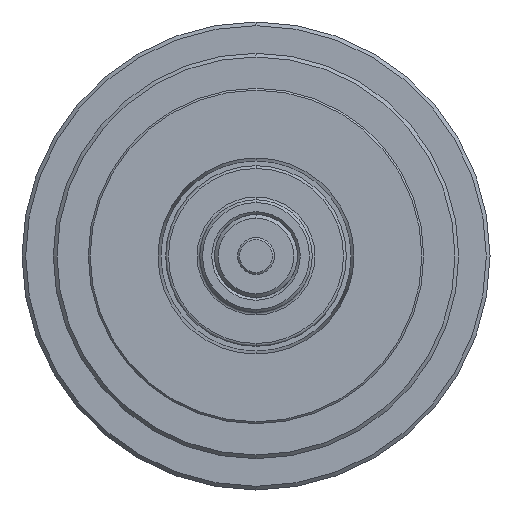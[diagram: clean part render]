
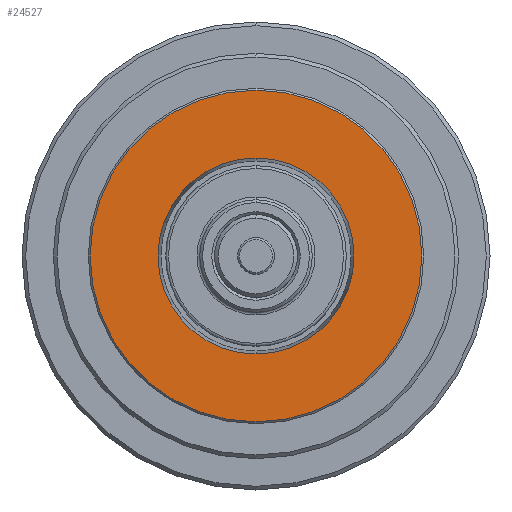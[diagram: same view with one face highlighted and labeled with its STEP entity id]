
A CAD part, left-side view. The second image highlights one B-rep face of the part: STEP entity #24527.
In plain terms, the highlighted planar face has unit normal (-1, 0, 0).
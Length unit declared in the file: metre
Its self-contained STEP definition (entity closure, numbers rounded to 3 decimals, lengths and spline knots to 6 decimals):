
#670 = ORIENTED_EDGE ( 'NONE', *, *, #13267, .T. ) ;
#4675 = VERTEX_POINT ( 'NONE', #6843 ) ;
#5433 = ORIENTED_EDGE ( 'NONE', *, *, #29759, .T. ) ;
#5655 = DIRECTION ( 'NONE',  ( -1., 0., 0. ) ) ;
#5806 = AXIS2_PLACEMENT_3D ( 'NONE', #8816, #26950, #11439 ) ;
#6028 = CARTESIAN_POINT ( 'NONE',  ( 0., 0., -0.053187 ) ) ;
#6843 = CARTESIAN_POINT ( 'NONE',  ( 0., 0., -0.09 ) ) ;
#8451 = DIRECTION ( 'NONE',  ( 1., 0., 0. ) ) ;
#8816 = CARTESIAN_POINT ( 'NONE',  ( 0., 0., 0. ) ) ;
#9005 = EDGE_LOOP ( 'NONE', ( #13673, #16088 ) ) ;
#11439 = DIRECTION ( 'NONE',  ( 0., 0., 1. ) ) ;
#11511 = DIRECTION ( 'NONE',  ( -1., 0., 0. ) ) ;
#11615 = VERTEX_POINT ( 'NONE', #32044 ) ;
#12412 = CIRCLE ( 'NONE', #5806, 0.053187 ) ;
#13222 = CARTESIAN_POINT ( 'NONE',  ( 0., 0., 0. ) ) ;
#13267 = EDGE_CURVE ( 'NONE', #4675, #11615, #22652, .T. ) ;
#13673 = ORIENTED_EDGE ( 'NONE', *, *, #20333, .F. ) ;
#13721 = AXIS2_PLACEMENT_3D ( 'NONE', #21227, #5655, #23829 ) ;
#14686 = CIRCLE ( 'NONE', #13721, 0.053187 ) ;
#15842 = DIRECTION ( 'NONE',  ( 0., 0., 1. ) ) ;
#16036 = FACE_OUTER_BOUND ( 'NONE', #26584, .T. ) ;
#16088 = ORIENTED_EDGE ( 'NONE', *, *, #25814, .F. ) ;
#16816 = AXIS2_PLACEMENT_3D ( 'NONE', #27042, #11511, #29618 ) ;
#18776 = PLANE ( 'NONE',  #21701 ) ;
#19320 = CARTESIAN_POINT ( 'NONE',  ( 0., 0., 0.053187 ) ) ;
#20333 = EDGE_CURVE ( 'NONE', #32079, #30276, #14686, .T. ) ;
#21227 = CARTESIAN_POINT ( 'NONE',  ( 0., 0., 0. ) ) ;
#21425 = CARTESIAN_POINT ( 'NONE',  ( 0., 0.09, 0. ) ) ;
#21701 = AXIS2_PLACEMENT_3D ( 'NONE', #21425, #8451, #26575 ) ;
#21960 = CIRCLE ( 'NONE', #16816, 0.09 ) ;
#22652 = CIRCLE ( 'NONE', #29908, 0.09 ) ;
#23829 = DIRECTION ( 'NONE',  ( 0., 0., 1. ) ) ;
#24527 = ADVANCED_FACE ( 'NONE', ( #28961, #16036 ), #18776, .F. ) ;
#25814 = EDGE_CURVE ( 'NONE', #30276, #32079, #12412, .T. ) ;
#26575 = DIRECTION ( 'NONE',  ( 0., 0., -1. ) ) ;
#26584 = EDGE_LOOP ( 'NONE', ( #670, #5433 ) ) ;
#26950 = DIRECTION ( 'NONE',  ( -1., 0., 0. ) ) ;
#27042 = CARTESIAN_POINT ( 'NONE',  ( 0., 0., 0. ) ) ;
#28961 = FACE_BOUND ( 'NONE', #9005, .T. ) ;
#29618 = DIRECTION ( 'NONE',  ( 0., 0., 1. ) ) ;
#29759 = EDGE_CURVE ( 'NONE', #11615, #4675, #21960, .T. ) ;
#29908 = AXIS2_PLACEMENT_3D ( 'NONE', #13222, #31308, #15842 ) ;
#30276 = VERTEX_POINT ( 'NONE', #6028 ) ;
#31308 = DIRECTION ( 'NONE',  ( -1., 0., 0. ) ) ;
#32044 = CARTESIAN_POINT ( 'NONE',  ( 0., 0., 0.09 ) ) ;
#32079 = VERTEX_POINT ( 'NONE', #19320 ) ;
